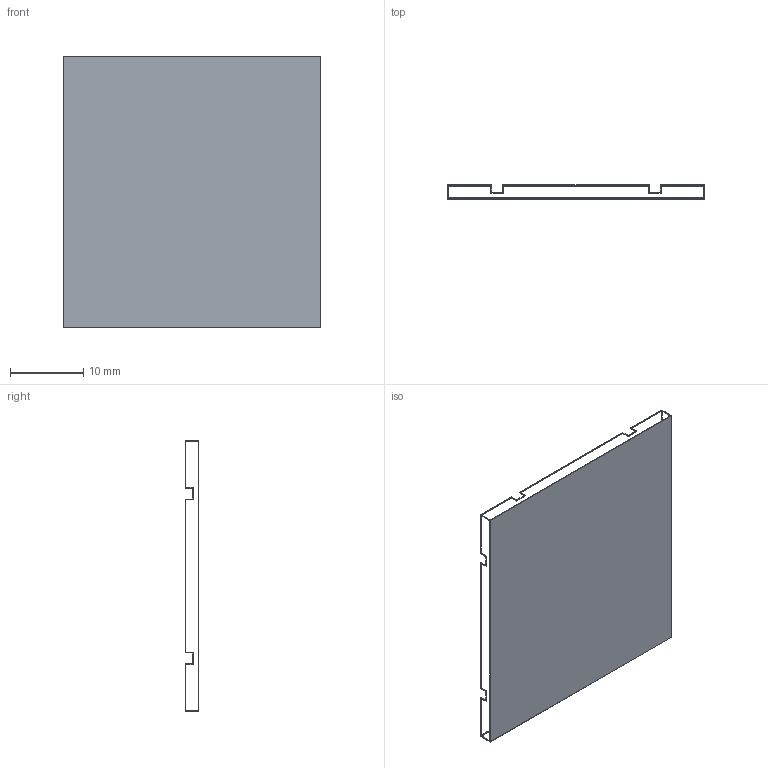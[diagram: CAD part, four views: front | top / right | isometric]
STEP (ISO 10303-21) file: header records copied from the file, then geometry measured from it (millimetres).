
FILE_DESCRIPTION (( 'STEP AP214' ), '1' );
FILE_NAME ('MYC-Y6ul-pbz-small.STEP', '2017-12-18T07:45:27', ( '' ), ( '' ), 'SwSTEP 2.0', 'SolidWorks 2016', '' );
FILE_SCHEMA (( 'AUTOMOTIVE_DESIGN' ));
Length unit declared in the file: millimetre
Products named in the file (1): MYC-Y6ul-pbz-small
Bounding box: 35 x 1.9 x 37 mm (x, y, z)
Volume: 131.2 mm3; surface area: 2670.9 mm2
Topology: 1 solids, 1 shells, 86 faces, 252 edges, 164 vertices
Faces by surface type: plane 86
Entity records: 3347 total; most frequent: ORIENTED_EDGE 504, CARTESIAN_POINT 503, DIRECTION 426, LINE 252, EDGE_CURVE 252, VECTOR 252, VERTEX_POINT 164, EDGE_LOOP 90
